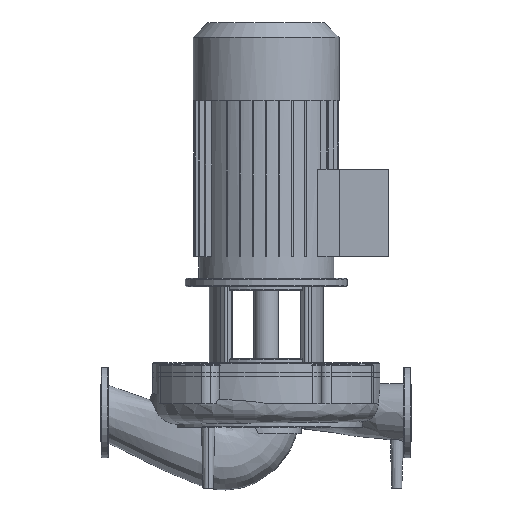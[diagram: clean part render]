
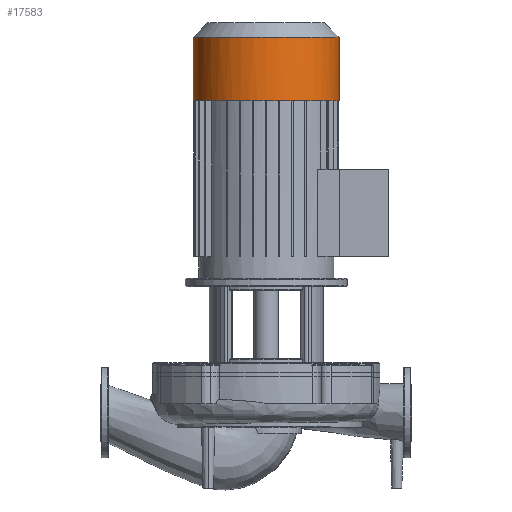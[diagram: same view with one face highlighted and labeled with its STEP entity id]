
A CAD part, top view. The second image highlights one B-rep face of the part: STEP entity #17583.
In plain terms, the highlighted cylindrical face has radius 178 mm (diameter 356 mm), a partial arc.
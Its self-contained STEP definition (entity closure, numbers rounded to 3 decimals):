
#13189=CARTESIAN_POINT('',(583.0,762.5,0.0));
#13190=VERTEX_POINT('',#13189);
#13191=CARTESIAN_POINT('',(583.,917.4,0.0));
#13192=VERTEX_POINT('',#13191);
#13193=CARTESIAN_POINT('',(583.0,762.5,0.0));
#13194=DIRECTION('',(0.0,1.0,0.0));
#13195=VECTOR('',#13194,154.9);
#13196=LINE('',#13193,#13195);
#13197=EDGE_CURVE('',#13190,#13192,#13196,.T.);
#13199=CARTESIAN_POINT('',(227.0,762.5,0.));
#13200=VERTEX_POINT('',#13199);
#13208=CARTESIAN_POINT('',(227.0,917.4,0.));
#13209=VERTEX_POINT('',#13208);
#13210=CARTESIAN_POINT('',(227.0,762.5,0.));
#13211=DIRECTION('',(0.0,1.0,0.0));
#13212=VECTOR('',#13211,154.9);
#13213=LINE('',#13210,#13212);
#13214=EDGE_CURVE('',#13200,#13209,#13213,.T.);
#16132=CARTESIAN_POINT('',(405.0,762.5,0.0));
#16133=DIRECTION('',(0.0,1.0,0.0));
#16134=DIRECTION('',(1.0,0.0,0.0));
#16135=AXIS2_PLACEMENT_3D('',#16132,#16133,#16134);
#16136=CIRCLE('',#16135,178.0);
#16137=EDGE_CURVE('',#13200,#13190,#16136,.T.);
#17562=CARTESIAN_POINT('',(405.0,917.4,0.0));
#17563=DIRECTION('',(0.0,1.0,0.0));
#17564=DIRECTION('',(1.0,0.0,0.0));
#17565=AXIS2_PLACEMENT_3D('',#17562,#17563,#17564);
#17566=CIRCLE('',#17565,178.0);
#17567=EDGE_CURVE('',#13209,#13192,#17566,.T.);
#17572=CARTESIAN_POINT('',(405.0,953.0,0.0));
#17573=DIRECTION('',(0.0,-1.0,0.0));
#17574=DIRECTION('',(1.0,0.0,0.0));
#17575=AXIS2_PLACEMENT_3D('',#17572,#17573,#17574);
#17576=CYLINDRICAL_SURFACE('',#17575,178.0);
#17577=ORIENTED_EDGE('',*,*,#13197,.T.);
#17578=ORIENTED_EDGE('',*,*,#17567,.F.);
#17579=ORIENTED_EDGE('',*,*,#13214,.F.);
#17580=ORIENTED_EDGE('',*,*,#16137,.T.);
#17581=EDGE_LOOP('',(#17577,#17578,#17579,#17580));
#17582=FACE_OUTER_BOUND('',#17581,.T.);
#17583=ADVANCED_FACE('',(#17582),#17576,.T.);
